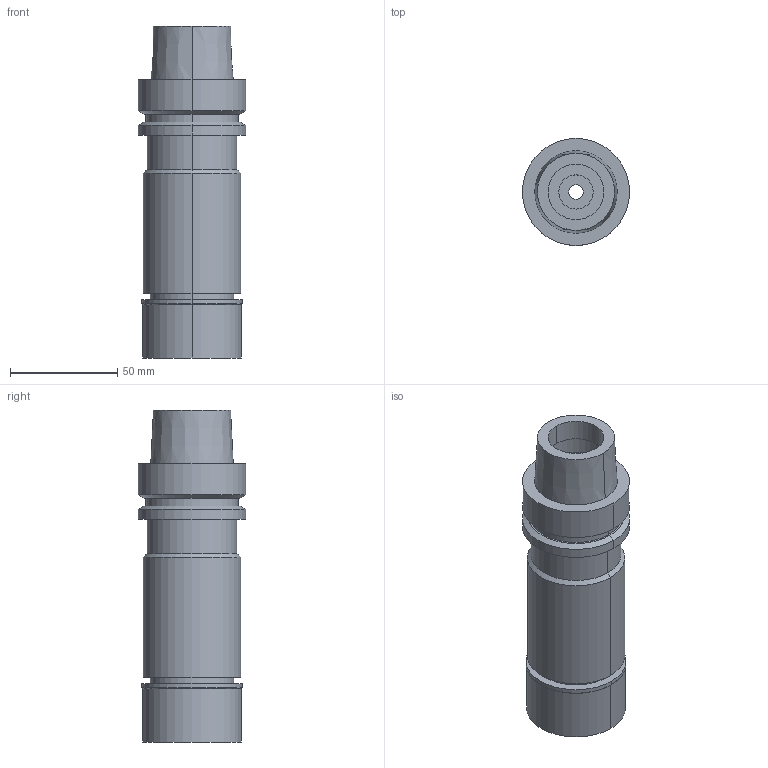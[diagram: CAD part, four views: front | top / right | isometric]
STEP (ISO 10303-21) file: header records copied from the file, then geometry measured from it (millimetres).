
FILE_DESCRIPTION((''),'2;1');
FILE_NAME('HE50MN20130-200_ASM','2018-02-20T',('ykawabe'),(''),'CREO PARAMETRIC BY PTC INC, 2016380','CREO PARAMETRIC BY PTC INC, 2016380','');
FILE_SCHEMA(('AUTOMOTIVE_DESIGN { 1 0 10303 214 1 1 1 1 }'));
Length unit declared in the file: millimetre
Products named in the file (5): HSK-E50-MEGA20N-130_1; NBC20-20_1; MGN20_1; DXF_TEMP_ASSY_ASM_4_ASM; HE50MN20130-200_ASM
Assembly tree (4 placements, depth 3):
  HE50MN20130-200_ASM
    DXF_TEMP_ASSY_ASM_4_ASM
      HSK-E50-MEGA20N-130_1
      NBC20-20_1
      MGN20_1
Bounding box: 50 x 50 x 155 mm (x, y, z)
Volume: 183949.3 mm3; surface area: 49306.4 mm2
Topology: 3 solids, 3 shells, 96 faces, 192 edges, 120 vertices
Faces by surface type: cylinder 50, plane 24, cone 20, torus 2
Entity records: 3849 total; most frequent: DIRECTION 552, CARTESIAN_POINT 443, ORIENTED_EDGE 384, AXIS2_PLACEMENT_3D 241, PRESENTATION_STYLE_ASSIGNMENT 200, STYLED_ITEM 200, CURVE_STYLE 197, EDGE_CURVE 192
